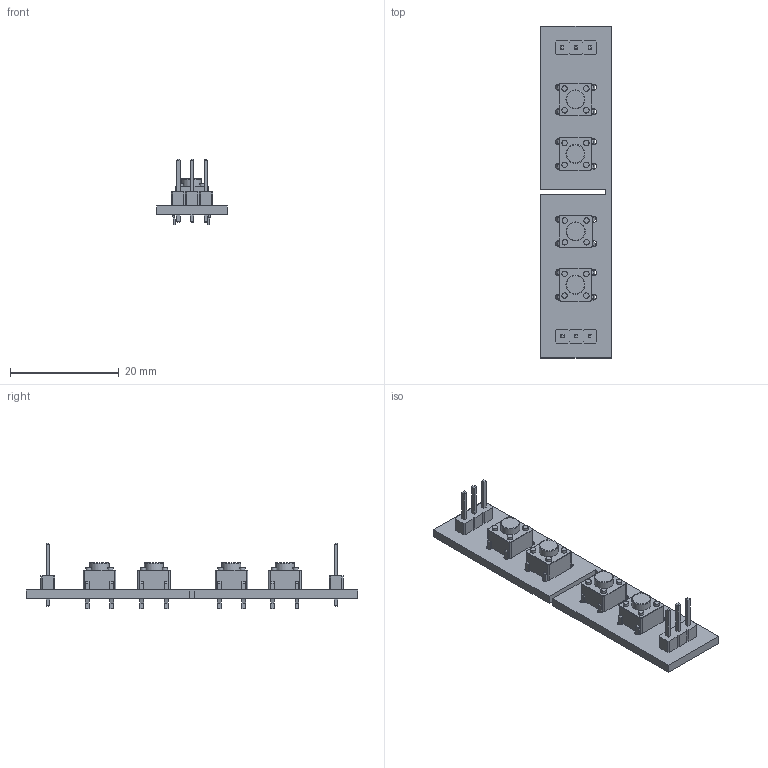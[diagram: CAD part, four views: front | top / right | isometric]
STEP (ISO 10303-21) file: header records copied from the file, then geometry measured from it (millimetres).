
FILE_DESCRIPTION(('KiCad electronic assembly'),'2;1');
FILE_NAME('controller board sholder buttons.step','2024-01-13T17:20:33', ('Pcbnew'),('Kicad'),'Open CASCADE STEP processor 7.7', 'KiCad to STEP converter','Unknown');
FILE_SCHEMA(('AUTOMOTIVE_DESIGN { 1 0 10303 214 1 1 1 1 }'));
Length unit declared in the file: millimetre
Products named in the file (6): controller board sholder buttons 1; SW_PUSH_6mm_H5mm; SW_PUSH_6mm_h5mm; PinHeader_1x03_P2.54mm_Vertical; PinHeader_1x03_P254mm_Vertical; controller board sholder buttons PCB
Assembly tree (9 placements, depth 3):
  controller board sholder buttons 1
    SW_PUSH_6mm_H5mm  x4
      SW_PUSH_6mm_h5mm
    PinHeader_1x03_P2.54mm_Vertical  x2
      PinHeader_1x03_P254mm_Vertical
    controller board sholder buttons PCB
Bounding box: 13 x 61 x 12.04 mm (x, y, z)
Volume: 1929.8 mm3; surface area: 3074.5 mm2
Topology: 7 solids, 7 shells, 605 faces, 1561 edges, 1002 vertices
Faces by surface type: plane 415, cylinder 186, torus 4
Full cylindrical faces by diameter (mm): 1 x22, 1.1 x16, 3.5 x4
Entity records: 15348 total; most frequent: CARTESIAN_POINT 2725, DIRECTION 2142, LINE 1407, VECTOR 1407, ORIENTED_EDGE 1100, PCURVE 1100, DEFINITIONAL_REPRESENTATION 1100, EDGE_CURVE 550
